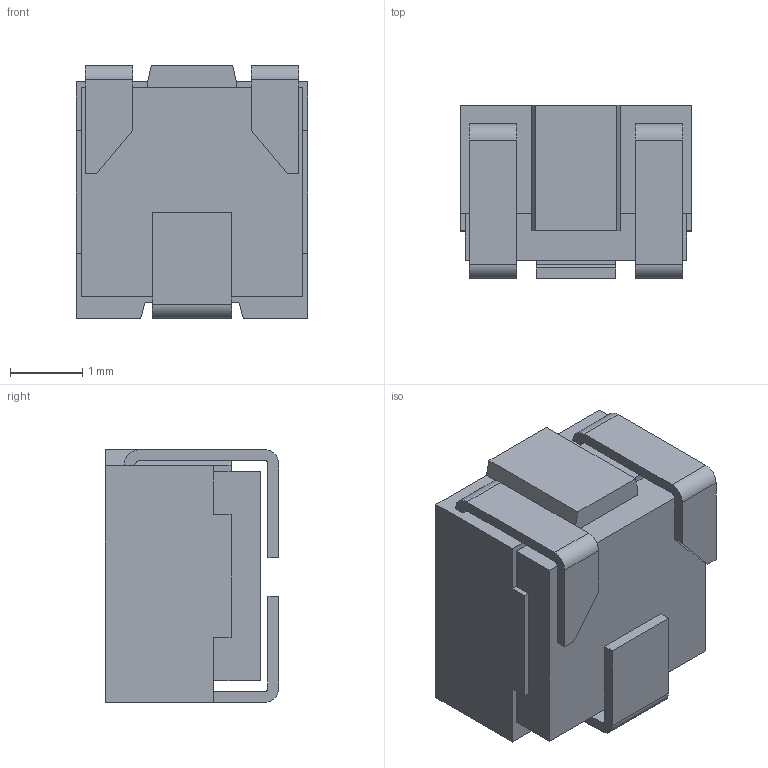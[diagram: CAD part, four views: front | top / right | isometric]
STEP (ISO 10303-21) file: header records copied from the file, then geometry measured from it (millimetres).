
FILE_DESCRIPTION (( 'STEP AP214' ), '1' );
FILE_NAME ('3313J-1-503E.STEP', '2020-07-18T21:25:56', ( '' ), ( '' ), 'SwSTEP 2.0', 'SolidWorks 2017', '' );
FILE_SCHEMA (( 'AUTOMOTIVE_DESIGN' ));
Length unit declared in the file: millimetre
Products named in the file (1): 3313J-1-503E
Bounding box: 3.2 x 2.4 x 3.5 mm (x, y, z)
Volume: 22.2 mm3; surface area: 105.3 mm2
Topology: 6 solids, 6 shells, 105 faces, 260 edges, 166 vertices
Faces by surface type: plane 71, cylinder 28, sphere 4, torus 2
Entity records: 3143 total; most frequent: DIRECTION 534, CARTESIAN_POINT 528, ORIENTED_EDGE 512, EDGE_CURVE 256, VECTOR 190, LINE 190, AXIS2_PLACEMENT_3D 172, VERTEX_POINT 166
